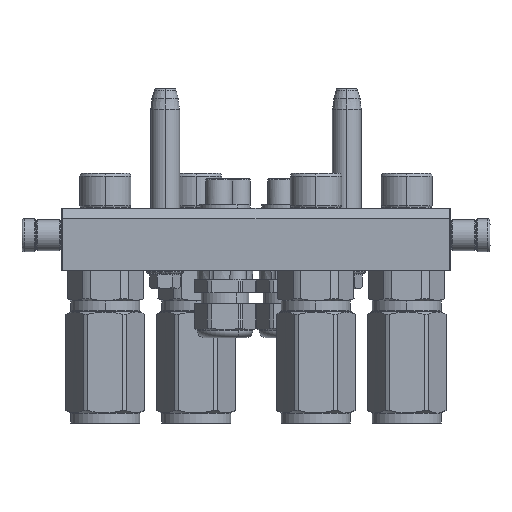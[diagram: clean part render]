
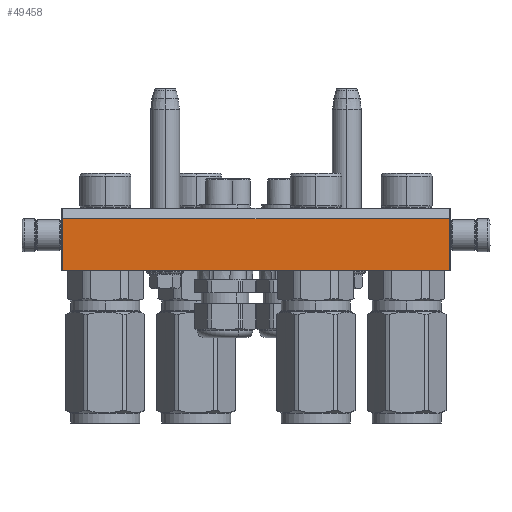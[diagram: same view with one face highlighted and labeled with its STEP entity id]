
A CAD part, left-side view. The second image highlights one B-rep face of the part: STEP entity #49458.
In plain terms, the highlighted face is planar.
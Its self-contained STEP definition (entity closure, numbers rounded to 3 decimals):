
#516 = VECTOR ( 'NONE', #16424, 1000. ) ;
#705 = ORIENTED_EDGE ( 'NONE', *, *, #55081, .F. ) ;
#2027 = EDGE_CURVE ( 'NONE', #26288, #19309, #56687, .T. ) ;
#6830 = AXIS2_PLACEMENT_3D ( 'NONE', #37368, #12252, #6979 ) ;
#6979 = DIRECTION ( 'NONE',  ( -1., 0., 0. ) ) ;
#7534 = LINE ( 'NONE', #13963, #59002 ) ;
#10003 = CARTESIAN_POINT ( 'NONE',  ( 93.5, 15., -45. ) ) ;
#12252 = DIRECTION ( 'NONE',  ( 0., 0., -1. ) ) ;
#12520 = VECTOR ( 'NONE', #46616, 1000. ) ;
#13110 = DIRECTION ( 'NONE',  ( 0., 1., 0. ) ) ;
#13737 = EDGE_CURVE ( 'NONE', #26288, #63183, #7534, .T. ) ;
#13963 = CARTESIAN_POINT ( 'NONE',  ( -93.5, -10., -45. ) ) ;
#16424 = DIRECTION ( 'NONE',  ( -1., 0., 0. ) ) ;
#19309 = VERTEX_POINT ( 'NONE', #39168 ) ;
#24898 = DIRECTION ( 'NONE',  ( 1., 0., 0. ) ) ;
#25915 = CARTESIAN_POINT ( 'NONE',  ( 93.5, -10., -45. ) ) ;
#26288 = VERTEX_POINT ( 'NONE', #54286 ) ;
#27232 = ORIENTED_EDGE ( 'NONE', *, *, #65743, .F. ) ;
#31109 = LINE ( 'NONE', #33929, #38354 ) ;
#31841 = VERTEX_POINT ( 'NONE', #10003 ) ;
#33929 = CARTESIAN_POINT ( 'NONE',  ( 93.5, -10., -45. ) ) ;
#37177 = ORIENTED_EDGE ( 'NONE', *, *, #2027, .T. ) ;
#37368 = CARTESIAN_POINT ( 'NONE',  ( 94., -15., -45. ) ) ;
#37804 = PLANE ( 'NONE',  #6830 ) ;
#38354 = VECTOR ( 'NONE', #13110, 1000. ) ;
#38654 = EDGE_LOOP ( 'NONE', ( #27232, #705, #53874, #37177 ) ) ;
#39168 = CARTESIAN_POINT ( 'NONE',  ( -93.5, 15., -45. ) ) ;
#41365 = CARTESIAN_POINT ( 'NONE',  ( 93.5, 15., -45. ) ) ;
#41576 = LINE ( 'NONE', #41365, #516 ) ;
#46616 = DIRECTION ( 'NONE',  ( 0., 1., 0. ) ) ;
#47816 = FACE_OUTER_BOUND ( 'NONE', #38654, .T. ) ;
#49458 = ADVANCED_FACE ( 'NONE', ( #47816 ), #37804, .T. ) ;
#53874 = ORIENTED_EDGE ( 'NONE', *, *, #13737, .F. ) ;
#54286 = CARTESIAN_POINT ( 'NONE',  ( -93.5, -10., -45. ) ) ;
#55081 = EDGE_CURVE ( 'NONE', #63183, #31841, #31109, .T. ) ;
#56687 = LINE ( 'NONE', #56917, #12520 ) ;
#56917 = CARTESIAN_POINT ( 'NONE',  ( -93.5, -10., -45. ) ) ;
#59002 = VECTOR ( 'NONE', #24898, 1000. ) ;
#63183 = VERTEX_POINT ( 'NONE', #25915 ) ;
#65743 = EDGE_CURVE ( 'NONE', #31841, #19309, #41576, .T. ) ;
